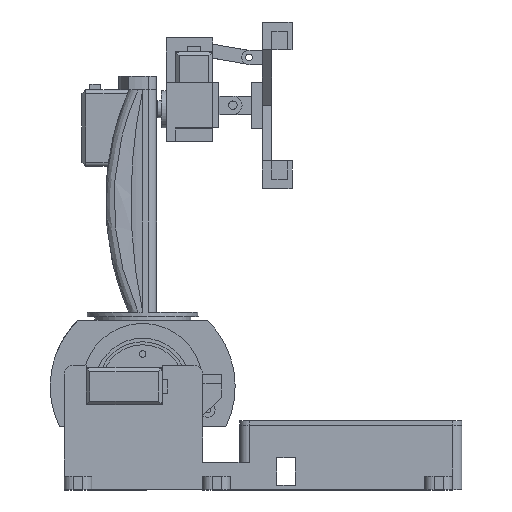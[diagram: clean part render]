
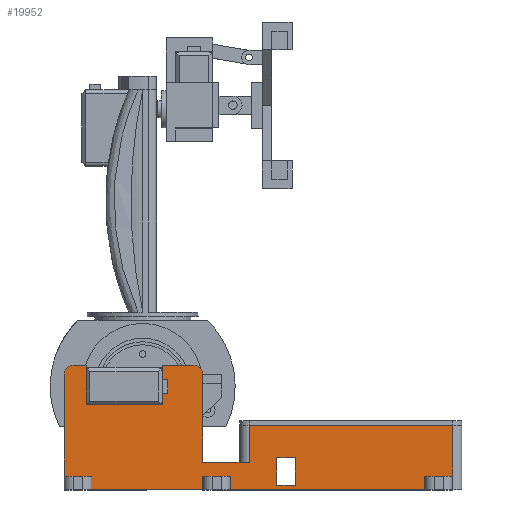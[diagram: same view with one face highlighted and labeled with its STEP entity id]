
A CAD part, left-side view. The second image highlights one B-rep face of the part: STEP entity #19952.
In plain terms, the highlighted planar face has unit normal (-1, 0, 0).
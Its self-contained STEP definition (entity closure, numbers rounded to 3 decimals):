
#1397=FACE_BOUND('',#4318,.T.);
#1958=CIRCLE('',#21736,5.);
#1959=CIRCLE('',#21737,5.);
#2966=FACE_OUTER_BOUND('',#4317,.T.);
#4317=EDGE_LOOP('',(#16553,#16554,#16555,#16556,#16557,#16558,#16559,#16560,
#16561,#16562,#16563,#16564,#16565,#16566,#16567,#16568,#16569,#16570,#16571,
#16572,#16573,#16574));
#4318=EDGE_LOOP('',(#16575,#16576,#16577,#16578));
#5683=LINE('',#33831,#7410);
#5721=LINE('',#33944,#7448);
#5730=LINE('',#33970,#7457);
#5735=LINE('',#33985,#7462);
#5742=LINE('',#34007,#7469);
#5746=LINE('',#34023,#7473);
#5755=LINE('',#34054,#7482);
#5756=LINE('',#34056,#7483);
#5783=LINE('',#34110,#7510);
#5815=LINE('',#34187,#7542);
#5818=LINE('',#34192,#7545);
#5820=LINE('',#34196,#7547);
#5857=LINE('',#34288,#7584);
#5885=LINE('',#34368,#7612);
#5893=LINE('',#34391,#7620);
#5924=LINE('',#34465,#7651);
#5930=LINE('',#34475,#7657);
#5931=LINE('',#34480,#7658);
#5932=LINE('',#34482,#7659);
#5933=LINE('',#34484,#7660);
#5934=LINE('',#34486,#7661);
#5935=LINE('',#34488,#7662);
#5936=LINE('',#34491,#7663);
#5937=LINE('',#34492,#7664);
#7410=VECTOR('',#25005,10.);
#7448=VECTOR('',#25113,10.);
#7457=VECTOR('',#25142,10.);
#7462=VECTOR('',#25157,10.);
#7469=VECTOR('',#25182,10.);
#7473=VECTOR('',#25196,10.);
#7482=VECTOR('',#25223,10.);
#7483=VECTOR('',#25226,10.);
#7510=VECTOR('',#25271,10.);
#7542=VECTOR('',#25345,10.);
#7545=VECTOR('',#25350,10.);
#7547=VECTOR('',#25354,10.);
#7584=VECTOR('',#25445,10.);
#7612=VECTOR('',#25517,10.);
#7620=VECTOR('',#25543,10.);
#7651=VECTOR('',#25606,10.);
#7657=VECTOR('',#25612,10.);
#7658=VECTOR('',#25617,10.);
#7659=VECTOR('',#25618,10.);
#7660=VECTOR('',#25619,10.);
#7661=VECTOR('',#25620,10.);
#7662=VECTOR('',#25621,10.);
#7663=VECTOR('',#25624,10.);
#7664=VECTOR('',#25625,10.);
#9320=VERTEX_POINT('',#33829);
#9321=VERTEX_POINT('',#33830);
#9360=VERTEX_POINT('',#33941);
#9361=VERTEX_POINT('',#33943);
#9368=VERTEX_POINT('',#33969);
#9373=VERTEX_POINT('',#33983);
#9379=VERTEX_POINT('',#34005);
#9385=VERTEX_POINT('',#34020);
#9386=VERTEX_POINT('',#34022);
#9399=VERTEX_POINT('',#34052);
#9417=VERTEX_POINT('',#34108);
#9440=VERTEX_POINT('',#34184);
#9441=VERTEX_POINT('',#34186);
#9442=VERTEX_POINT('',#34190);
#9443=VERTEX_POINT('',#34194);
#9471=VERTEX_POINT('',#34286);
#9500=VERTEX_POINT('',#34365);
#9501=VERTEX_POINT('',#34367);
#9507=VERTEX_POINT('',#34389);
#9539=VERTEX_POINT('',#34477);
#9540=VERTEX_POINT('',#34479);
#9541=VERTEX_POINT('',#34481);
#9542=VERTEX_POINT('',#34483);
#9543=VERTEX_POINT('',#34485);
#9544=VERTEX_POINT('',#34487);
#9545=VERTEX_POINT('',#34489);
#11680=EDGE_CURVE('',#9320,#9321,#5683,.T.);
#11735=EDGE_CURVE('',#9361,#9360,#5721,.T.);
#11748=EDGE_CURVE('',#9368,#9361,#5730,.T.);
#11756=EDGE_CURVE('',#9321,#9373,#5735,.T.);
#11767=EDGE_CURVE('',#9373,#9379,#5742,.T.);
#11774=EDGE_CURVE('',#9385,#9386,#5746,.T.);
#11790=EDGE_CURVE('',#9399,#9385,#5755,.T.);
#11791=EDGE_CURVE('',#9386,#9360,#5756,.T.);
#11820=EDGE_CURVE('',#9417,#9399,#5783,.T.);
#11856=EDGE_CURVE('',#9441,#9440,#5815,.T.);
#11859=EDGE_CURVE('',#9442,#9441,#5818,.T.);
#11861=EDGE_CURVE('',#9440,#9443,#5820,.T.);
#11906=EDGE_CURVE('',#9417,#9471,#5857,.T.);
#11946=EDGE_CURVE('',#9501,#9500,#5885,.T.);
#11958=EDGE_CURVE('',#9500,#9507,#5893,.T.);
#11994=EDGE_CURVE('',#9507,#9320,#5924,.T.);
#12000=EDGE_CURVE('',#9379,#9368,#5930,.T.);
#12001=EDGE_CURVE('',#9539,#9471,#1958,.T.);
#12002=EDGE_CURVE('',#9540,#9539,#5931,.T.);
#12003=EDGE_CURVE('',#9540,#9541,#5932,.T.);
#12004=EDGE_CURVE('',#9541,#9542,#5933,.T.);
#12005=EDGE_CURVE('',#9542,#9543,#5934,.T.);
#12006=EDGE_CURVE('',#9544,#9543,#5935,.T.);
#12007=EDGE_CURVE('',#9545,#9544,#1959,.T.);
#12008=EDGE_CURVE('',#9501,#9545,#5936,.T.);
#12009=EDGE_CURVE('',#9443,#9442,#5937,.T.);
#16553=ORIENTED_EDGE('',*,*,#11958,.T.);
#16554=ORIENTED_EDGE('',*,*,#11994,.T.);
#16555=ORIENTED_EDGE('',*,*,#11680,.T.);
#16556=ORIENTED_EDGE('',*,*,#11756,.T.);
#16557=ORIENTED_EDGE('',*,*,#11767,.T.);
#16558=ORIENTED_EDGE('',*,*,#12000,.T.);
#16559=ORIENTED_EDGE('',*,*,#11748,.T.);
#16560=ORIENTED_EDGE('',*,*,#11735,.T.);
#16561=ORIENTED_EDGE('',*,*,#11791,.F.);
#16562=ORIENTED_EDGE('',*,*,#11774,.F.);
#16563=ORIENTED_EDGE('',*,*,#11790,.F.);
#16564=ORIENTED_EDGE('',*,*,#11820,.F.);
#16565=ORIENTED_EDGE('',*,*,#11906,.T.);
#16566=ORIENTED_EDGE('',*,*,#12001,.F.);
#16567=ORIENTED_EDGE('',*,*,#12002,.F.);
#16568=ORIENTED_EDGE('',*,*,#12003,.T.);
#16569=ORIENTED_EDGE('',*,*,#12004,.T.);
#16570=ORIENTED_EDGE('',*,*,#12005,.T.);
#16571=ORIENTED_EDGE('',*,*,#12006,.F.);
#16572=ORIENTED_EDGE('',*,*,#12007,.F.);
#16573=ORIENTED_EDGE('',*,*,#12008,.F.);
#16574=ORIENTED_EDGE('',*,*,#11946,.T.);
#16575=ORIENTED_EDGE('',*,*,#11859,.T.);
#16576=ORIENTED_EDGE('',*,*,#11856,.T.);
#16577=ORIENTED_EDGE('',*,*,#11861,.T.);
#16578=ORIENTED_EDGE('',*,*,#12009,.T.);
#18954=PLANE('',#21735);
#19952=ADVANCED_FACE('',(#2966,#1397),#18954,.T.);
#21735=AXIS2_PLACEMENT_3D('',#34476,#25613,#25614);
#21736=AXIS2_PLACEMENT_3D('',#34478,#25615,#25616);
#21737=AXIS2_PLACEMENT_3D('',#34490,#25622,#25623);
#25005=DIRECTION('',(0.,0.,1.));
#25113=DIRECTION('',(0.,-1.,0.));
#25142=DIRECTION('',(0.,0.,1.));
#25157=DIRECTION('',(0.,-1.,0.));
#25182=DIRECTION('',(0.,0.,-1.));
#25196=DIRECTION('',(0.,-1.,0.));
#25223=DIRECTION('',(0.,0.,1.));
#25226=DIRECTION('',(0.,0.,-1.));
#25271=DIRECTION('',(0.,-1.,0.));
#25345=DIRECTION('',(0.,-1.,0.));
#25350=DIRECTION('',(0.,0.,1.));
#25354=DIRECTION('',(0.,0.,-1.));
#25445=DIRECTION('',(0.,0.,1.));
#25517=DIRECTION('',(0.,-1.,0.));
#25543=DIRECTION('',(0.,0.,-1.));
#25606=DIRECTION('',(0.,-1.,0.));
#25612=DIRECTION('',(0.,-1.,0.));
#25613=DIRECTION('center_axis',(-1.,0.,0.));
#25614=DIRECTION('ref_axis',(0.,-1.,0.));
#25615=DIRECTION('center_axis',(1.,0.,0.));
#25616=DIRECTION('ref_axis',(0.,-0.707,0.707));
#25617=DIRECTION('',(0.,-1.,0.));
#25618=DIRECTION('',(0.,0.,-1.));
#25619=DIRECTION('',(0.,1.,0.));
#25620=DIRECTION('',(0.,0.,1.));
#25621=DIRECTION('',(0.,-1.,0.));
#25622=DIRECTION('center_axis',(1.,0.,0.));
#25623=DIRECTION('ref_axis',(0.,0.707,0.707));
#25624=DIRECTION('',(0.,0.,1.));
#25625=DIRECTION('',(0.,1.,0.));
#33829=CARTESIAN_POINT('',(-45.,0.,0.));
#33830=CARTESIAN_POINT('',(-45.,0.,7.5));
#33831=CARTESIAN_POINT('',(-45.,0.,16.875));
#33941=CARTESIAN_POINT('',(-45.,-135.,7.5));
#33943=CARTESIAN_POINT('',(-45.,-120.,7.5));
#33944=CARTESIAN_POINT('',(-45.,-26.25,7.5));
#33969=CARTESIAN_POINT('',(-45.,-120.,0.));
#33970=CARTESIAN_POINT('',(-45.,-120.,0.));
#33983=CARTESIAN_POINT('',(-45.,-15.,7.5));
#33985=CARTESIAN_POINT('',(-45.,33.75,7.5));
#34005=CARTESIAN_POINT('',(-45.,-15.,0.));
#34007=CARTESIAN_POINT('',(-45.,-15.,0.));
#34020=CARTESIAN_POINT('',(-45.,-25.,35.));
#34022=CARTESIAN_POINT('',(-45.,-135.,35.));
#34023=CARTESIAN_POINT('',(-45.,-140.,35.));
#34052=CARTESIAN_POINT('',(-45.,-25.,15.));
#34054=CARTESIAN_POINT('',(-45.,-25.,0.));
#34056=CARTESIAN_POINT('',(-45.,-135.,0.));
#34108=CARTESIAN_POINT('',(-45.,0.,15.));
#34110=CARTESIAN_POINT('',(-45.,-140.,15.));
#34184=CARTESIAN_POINT('',(-45.,-50.,17.5));
#34186=CARTESIAN_POINT('',(-45.,-40.,17.5));
#34187=CARTESIAN_POINT('',(-45.,15.,17.5));
#34190=CARTESIAN_POINT('',(-45.,-40.,2.5));
#34192=CARTESIAN_POINT('',(-45.,-40.,1.25));
#34194=CARTESIAN_POINT('',(-45.,-50.,2.5));
#34196=CARTESIAN_POINT('',(-45.,-50.,1.25));
#34286=CARTESIAN_POINT('',(-45.,0.,62.5));
#34288=CARTESIAN_POINT('',(-45.,0.,16.875));
#34365=CARTESIAN_POINT('',(-45.,60.,7.5));
#34367=CARTESIAN_POINT('',(-45.,75.,7.5));
#34368=CARTESIAN_POINT('',(-45.,71.25,7.5));
#34389=CARTESIAN_POINT('',(-45.,60.,0.));
#34391=CARTESIAN_POINT('',(-45.,60.,0.));
#34465=CARTESIAN_POINT('',(-45.,65.,0.));
#34475=CARTESIAN_POINT('',(-45.,65.,0.));
#34476=CARTESIAN_POINT('Origin',(-45.,75.,0.));
#34477=CARTESIAN_POINT('',(-45.,5.,67.5));
#34478=CARTESIAN_POINT('Origin',(-45.,5.,62.5));
#34479=CARTESIAN_POINT('',(-45.,22.,67.5));
#34480=CARTESIAN_POINT('',(-45.,65.,67.5));
#34481=CARTESIAN_POINT('',(-45.,22.,46.));
#34482=CARTESIAN_POINT('',(-45.,22.,33.75));
#34483=CARTESIAN_POINT('',(-45.,63.1,46.));
#34484=CARTESIAN_POINT('',(-45.,58.775,46.));
#34485=CARTESIAN_POINT('',(-45.,63.1,67.5));
#34486=CARTESIAN_POINT('',(-45.,63.1,33.75));
#34487=CARTESIAN_POINT('',(-45.,70.,67.5));
#34488=CARTESIAN_POINT('',(-45.,65.,67.5));
#34489=CARTESIAN_POINT('',(-45.,75.,62.5));
#34490=CARTESIAN_POINT('Origin',(-45.,70.,62.5));
#34491=CARTESIAN_POINT('',(-45.,75.,0.));
#34492=CARTESIAN_POINT('',(-45.,15.,2.5));
